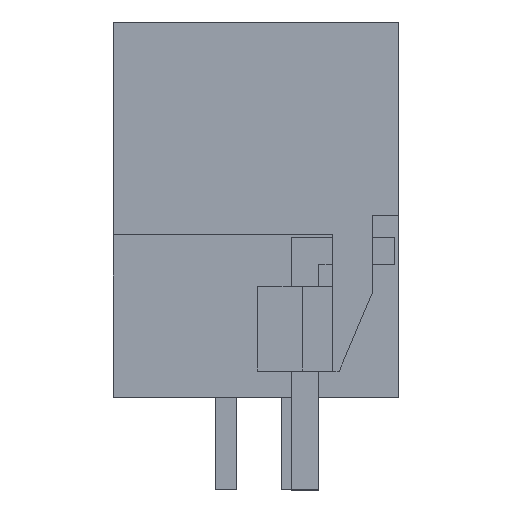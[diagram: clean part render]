
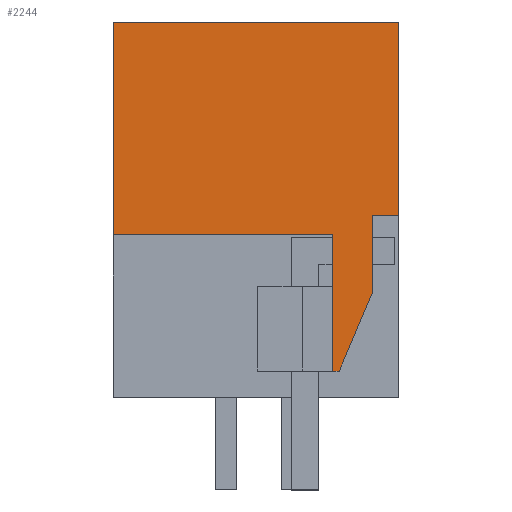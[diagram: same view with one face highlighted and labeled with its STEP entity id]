
A CAD part, left-side view. The second image highlights one B-rep face of the part: STEP entity #2244.
In plain terms, the highlighted planar face has unit normal (-1, 0, 0).
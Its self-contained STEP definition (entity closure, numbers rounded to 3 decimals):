
#2191=AXIS2_PLACEMENT_3D('Plane Axis2P3D',#2188,#2189,#2190) ;
#183=CARTESIAN_POINT('Vertex',(0.,10.8,17.7)) ;
#186=CARTESIAN_POINT('Line Origine',(0.,5.4,17.7)) ;
#190=CARTESIAN_POINT('Vertex',(0.,0.,17.7)) ;
#957=CARTESIAN_POINT('Line Origine',(0.,0.,14.05)) ;
#961=CARTESIAN_POINT('Vertex',(0.,0.,10.4)) ;
#1397=CARTESIAN_POINT('Vertex',(0.,10.8,9.65)) ;
#1400=CARTESIAN_POINT('Line Origine',(0.,10.8,13.675)) ;
#2188=CARTESIAN_POINT('Axis2P3D Location',(0.,10.8,0.)) ;
#2193=CARTESIAN_POINT('Line Origine',(0.,6.65,9.65)) ;
#2197=CARTESIAN_POINT('Vertex',(0.,2.5,9.65)) ;
#2200=CARTESIAN_POINT('Line Origine',(0.,2.5,7.075)) ;
#2204=CARTESIAN_POINT('Vertex',(0.,2.5,4.5)) ;
#2207=CARTESIAN_POINT('Line Origine',(0.,2.375,4.5)) ;
#2211=CARTESIAN_POINT('Vertex',(0.,2.25,4.5)) ;
#2214=CARTESIAN_POINT('Line Origine',(0.,1.623,5.979)) ;
#2218=CARTESIAN_POINT('Vertex',(0.,0.997,7.458)) ;
#2221=CARTESIAN_POINT('Line Origine',(0.,0.997,8.929)) ;
#2225=CARTESIAN_POINT('Vertex',(0.,0.997,10.4)) ;
#2228=CARTESIAN_POINT('Line Origine',(0.,0.498,10.4)) ;
#187=DIRECTION('Vector Direction',(0.,-1.,0.)) ;
#958=DIRECTION('Vector Direction',(0.,0.,1.)) ;
#1401=DIRECTION('Vector Direction',(0.,0.,1.)) ;
#2189=DIRECTION('Axis2P3D Direction',(-1.,0.,0.)) ;
#2190=DIRECTION('Axis2P3D XDirection',(0.,-1.,0.)) ;
#2194=DIRECTION('Vector Direction',(0.,1.,0.)) ;
#2201=DIRECTION('Vector Direction',(0.,0.,1.)) ;
#2208=DIRECTION('Vector Direction',(0.,-1.,0.)) ;
#2215=DIRECTION('Vector Direction',(0.,0.39,-0.921)) ;
#2222=DIRECTION('Vector Direction',(0.,0.,1.)) ;
#2229=DIRECTION('Vector Direction',(0.,-1.,0.)) ;
#188=VECTOR('Line Direction',#187,1.) ;
#959=VECTOR('Line Direction',#958,1.) ;
#1402=VECTOR('Line Direction',#1401,1.) ;
#2195=VECTOR('Line Direction',#2194,1.) ;
#2202=VECTOR('Line Direction',#2201,1.) ;
#2209=VECTOR('Line Direction',#2208,1.) ;
#2216=VECTOR('Line Direction',#2215,1.) ;
#2223=VECTOR('Line Direction',#2222,1.) ;
#2230=VECTOR('Line Direction',#2229,1.) ;
#2234=ORIENTED_EDGE('',*,*,#963,.T.) ;
#2235=ORIENTED_EDGE('',*,*,#192,.T.) ;
#2236=ORIENTED_EDGE('',*,*,#1404,.T.) ;
#2237=ORIENTED_EDGE('',*,*,#2199,.F.) ;
#2238=ORIENTED_EDGE('',*,*,#2206,.F.) ;
#2239=ORIENTED_EDGE('',*,*,#2213,.F.) ;
#2240=ORIENTED_EDGE('',*,*,#2220,.F.) ;
#2241=ORIENTED_EDGE('',*,*,#2227,.F.) ;
#2242=ORIENTED_EDGE('',*,*,#2232,.F.) ;
#2244=ADVANCED_FACE('HOUSING',(#2243),#2192,.T.) ;
#192=EDGE_CURVE('',#191,#184,#189,.F.) ;
#963=EDGE_CURVE('',#962,#191,#960,.T.) ;
#1404=EDGE_CURVE('',#184,#1398,#1403,.F.) ;
#2199=EDGE_CURVE('',#2198,#1398,#2196,.T.) ;
#2206=EDGE_CURVE('',#2205,#2198,#2203,.T.) ;
#2213=EDGE_CURVE('',#2212,#2205,#2210,.F.) ;
#2220=EDGE_CURVE('',#2219,#2212,#2217,.T.) ;
#2227=EDGE_CURVE('',#2226,#2219,#2224,.F.) ;
#2232=EDGE_CURVE('',#962,#2226,#2231,.F.) ;
#2233=EDGE_LOOP('',(#2234,#2235,#2236,#2237,#2238,#2239,#2240,#2241,#2242)) ;
#2243=FACE_OUTER_BOUND('',#2233,.T.) ;
#189=LINE('Line',#186,#188) ;
#960=LINE('Line',#957,#959) ;
#1403=LINE('Line',#1400,#1402) ;
#2196=LINE('Line',#2193,#2195) ;
#2203=LINE('Line',#2200,#2202) ;
#2210=LINE('Line',#2207,#2209) ;
#2217=LINE('Line',#2214,#2216) ;
#2224=LINE('Line',#2221,#2223) ;
#2231=LINE('Line',#2228,#2230) ;
#2192=PLANE('',#2191) ;
#184=VERTEX_POINT('',#183) ;
#191=VERTEX_POINT('',#190) ;
#962=VERTEX_POINT('',#961) ;
#1398=VERTEX_POINT('',#1397) ;
#2198=VERTEX_POINT('',#2197) ;
#2205=VERTEX_POINT('',#2204) ;
#2212=VERTEX_POINT('',#2211) ;
#2219=VERTEX_POINT('',#2218) ;
#2226=VERTEX_POINT('',#2225) ;
